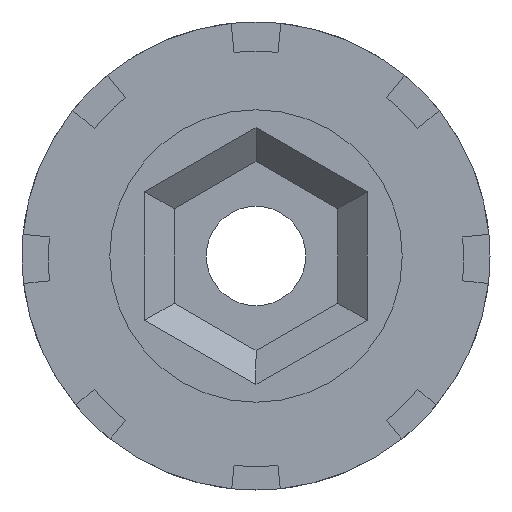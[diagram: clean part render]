
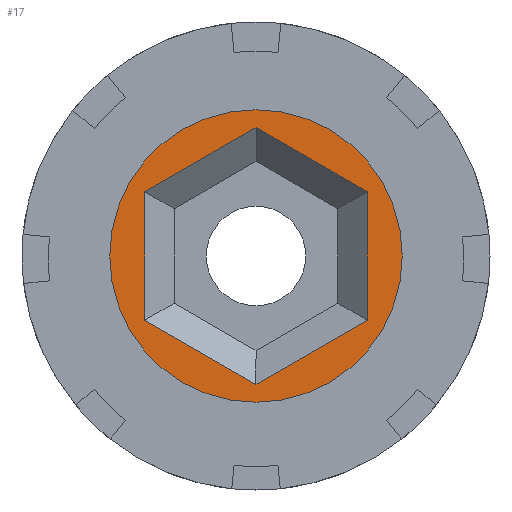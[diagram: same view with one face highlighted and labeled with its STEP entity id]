
A CAD part, front view. The second image highlights one B-rep face of the part: STEP entity #17.
In plain terms, the highlighted planar face has unit normal (0, -1, 0).
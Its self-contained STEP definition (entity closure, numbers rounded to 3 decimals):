
#17 = ADVANCED_FACE('',(#18,#68),#79,.F.);
#18 = FACE_BOUND('',#19,.F.);
#19 = EDGE_LOOP('',(#20,#30,#38,#46,#54,#62));
#20 = ORIENTED_EDGE('',*,*,#21,.T.);
#21 = EDGE_CURVE('',#22,#24,#26,.T.);
#22 = VERTEX_POINT('',#23);
#23 = CARTESIAN_POINT('',(0.,-7.,5.388));
#24 = VERTEX_POINT('',#25);
#25 = CARTESIAN_POINT('',(-3.8,-7.,3.194));
#26 = LINE('',#27,#28);
#27 = CARTESIAN_POINT('',(-0.5,-7.,5.099));
#28 = VECTOR('',#29,1.);
#29 = DIRECTION('',(-0.866,0.,-0.5));
#30 = ORIENTED_EDGE('',*,*,#31,.T.);
#31 = EDGE_CURVE('',#24,#32,#34,.T.);
#32 = VERTEX_POINT('',#33);
#33 = CARTESIAN_POINT('',(-3.8,-7.,-1.194));
#34 = LINE('',#35,#36);
#35 = CARTESIAN_POINT('',(-3.8,-7.,2.617));
#36 = VECTOR('',#37,1.);
#37 = DIRECTION('',(0.,0.,-1.));
#38 = ORIENTED_EDGE('',*,*,#39,.T.);
#39 = EDGE_CURVE('',#32,#40,#42,.T.);
#40 = VERTEX_POINT('',#41);
#41 = CARTESIAN_POINT('',(0.,-7.,-3.388));
#42 = LINE('',#43,#44);
#43 = CARTESIAN_POINT('',(-3.3,-7.,-1.483));
#44 = VECTOR('',#45,1.);
#45 = DIRECTION('',(0.866,0.,-0.5));
#46 = ORIENTED_EDGE('',*,*,#47,.T.);
#47 = EDGE_CURVE('',#40,#48,#50,.T.);
#48 = VERTEX_POINT('',#49);
#49 = CARTESIAN_POINT('',(3.8,-7.,-1.194));
#50 = LINE('',#51,#52);
#51 = CARTESIAN_POINT('',(0.5,-7.,-3.099));
#52 = VECTOR('',#53,1.);
#53 = DIRECTION('',(0.866,0.,0.5));
#54 = ORIENTED_EDGE('',*,*,#55,.T.);
#55 = EDGE_CURVE('',#48,#56,#58,.T.);
#56 = VERTEX_POINT('',#57);
#57 = CARTESIAN_POINT('',(3.8,-7.,3.194));
#58 = LINE('',#59,#60);
#59 = CARTESIAN_POINT('',(3.8,-7.,-0.617));
#60 = VECTOR('',#61,1.);
#61 = DIRECTION('',(0.,0.,1.));
#62 = ORIENTED_EDGE('',*,*,#63,.T.);
#63 = EDGE_CURVE('',#56,#22,#64,.T.);
#64 = LINE('',#65,#66);
#65 = CARTESIAN_POINT('',(3.3,-7.,3.483));
#66 = VECTOR('',#67,1.);
#67 = DIRECTION('',(-0.866,0.,0.5));
#68 = FACE_BOUND('',#69,.F.);
#69 = EDGE_LOOP('',(#70));
#70 = ORIENTED_EDGE('',*,*,#71,.F.);
#71 = EDGE_CURVE('',#72,#72,#74,.T.);
#72 = VERTEX_POINT('',#73);
#73 = CARTESIAN_POINT('',(5.,-7.,1.));
#74 = CIRCLE('',#75,5.);
#75 = AXIS2_PLACEMENT_3D('',#76,#77,#78);
#76 = CARTESIAN_POINT('',(0.,-7.,1.));
#77 = DIRECTION('',(0.,-1.,0.));
#78 = DIRECTION('',(1.,0.,0.));
#79 = PLANE('',#80);
#80 = AXIS2_PLACEMENT_3D('',#81,#82,#83);
#81 = CARTESIAN_POINT('',(0.,-7.,1.));
#82 = DIRECTION('',(0.,1.,0.));
#83 = DIRECTION('',(0.,0.,1.));
